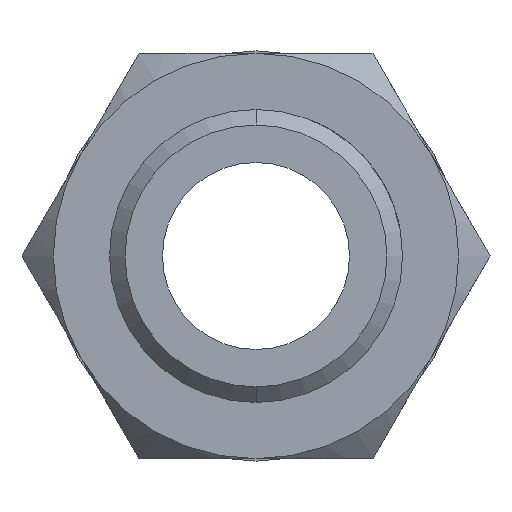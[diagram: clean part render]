
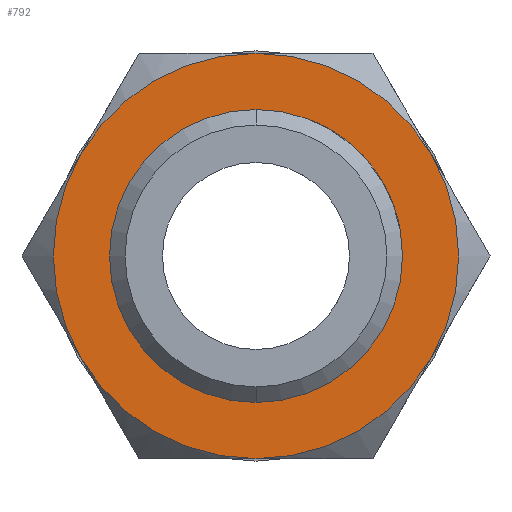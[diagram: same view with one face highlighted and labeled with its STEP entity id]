
A CAD part, left-side view. The second image highlights one B-rep face of the part: STEP entity #792.
In plain terms, the highlighted planar face has unit normal (-1, 0, 0).
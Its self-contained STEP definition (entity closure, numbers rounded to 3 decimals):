
#31 = FACE_OUTER_BOUND ( 'NONE', #72, .T. ) ;
#50 = DIRECTION ( 'NONE',  ( 0., 0., 1. ) ) ;
#72 = EDGE_LOOP ( 'NONE', ( #4892, #3169, #5082, #3121, #3988, #2696 ) ) ;
#134 = CIRCLE ( 'NONE', #835, 4.7 ) ;
#560 = DIRECTION ( 'NONE',  ( 0., 0., -1. ) ) ;
#579 = DIRECTION ( 'NONE',  ( 0., 0., -1. ) ) ;
#629 = CARTESIAN_POINT ( 'NONE',  ( 13., 0., 0. ) ) ;
#659 = CARTESIAN_POINT ( 'NONE',  ( 13., 0., 0. ) ) ;
#779 = DIRECTION ( 'NONE',  ( 1., 0., 0. ) ) ;
#792 = ADVANCED_FACE ( 'NONE', ( #4984, #31 ), #3710, .F. ) ;
#835 = AXIS2_PLACEMENT_3D ( 'NONE', #2963, #894, #50 ) ;
#873 = VERTEX_POINT ( 'NONE', #5057 ) ;
#894 = DIRECTION ( 'NONE',  ( -1., 0., 0. ) ) ;
#953 = EDGE_CURVE ( 'NONE', #4998, #2624, #2216, .T. ) ;
#1237 = DIRECTION ( 'NONE',  ( 0., 0., -1. ) ) ;
#1329 = CARTESIAN_POINT ( 'NONE',  ( 13., 0., 0. ) ) ;
#1349 = EDGE_LOOP ( 'NONE', ( #1493, #1475 ) ) ;
#1353 = DIRECTION ( 'NONE',  ( 1., 0., 0. ) ) ;
#1475 = ORIENTED_EDGE ( 'NONE', *, *, #2281, .F. ) ;
#1484 = VERTEX_POINT ( 'NONE', #3091 ) ;
#1493 = ORIENTED_EDGE ( 'NONE', *, *, #3657, .F. ) ;
#1528 = EDGE_CURVE ( 'NONE', #3321, #1484, #1700, .T. ) ;
#1536 = DIRECTION ( 'NONE',  ( 1., 0., 0. ) ) ;
#1644 = VERTEX_POINT ( 'NONE', #2817 ) ;
#1700 = CIRCLE ( 'NONE', #4734, 6.5 ) ;
#1712 = EDGE_CURVE ( 'NONE', #873, #3321, #4044, .T. ) ;
#1783 = AXIS2_PLACEMENT_3D ( 'NONE', #629, #2292, #1886 ) ;
#1787 = CIRCLE ( 'NONE', #2486, 6.5 ) ;
#1886 = DIRECTION ( 'NONE',  ( 0., 0., 1. ) ) ;
#1968 = DIRECTION ( 'NONE',  ( 0., 0., -1. ) ) ;
#1985 = EDGE_CURVE ( 'NONE', #3441, #873, #5178, .T. ) ;
#1998 = CARTESIAN_POINT ( 'NONE',  ( 13., 0., -6.5 ) ) ;
#2024 = EDGE_CURVE ( 'NONE', #1484, #2624, #3699, .T. ) ;
#2216 = CIRCLE ( 'NONE', #1783, 6.5 ) ;
#2218 = EDGE_CURVE ( 'NONE', #4998, #3441, #1787, .T. ) ;
#2264 = CARTESIAN_POINT ( 'NONE',  ( 13., 0., 0. ) ) ;
#2281 = EDGE_CURVE ( 'NONE', #3929, #1644, #134, .T. ) ;
#2292 = DIRECTION ( 'NONE',  ( -1., 0., 0. ) ) ;
#2486 = AXIS2_PLACEMENT_3D ( 'NONE', #3451, #1353, #560 ) ;
#2571 = AXIS2_PLACEMENT_3D ( 'NONE', #659, #1536, #1968 ) ;
#2624 = VERTEX_POINT ( 'NONE', #4257 ) ;
#2696 = ORIENTED_EDGE ( 'NONE', *, *, #2024, .F. ) ;
#2817 = CARTESIAN_POINT ( 'NONE',  ( 13., 0., 4.7 ) ) ;
#2917 = AXIS2_PLACEMENT_3D ( 'NONE', #3985, #779, #1237 ) ;
#2963 = CARTESIAN_POINT ( 'NONE',  ( 13., 0., 0. ) ) ;
#3068 = DIRECTION ( 'NONE',  ( -1., 0., 0. ) ) ;
#3089 = AXIS2_PLACEMENT_3D ( 'NONE', #3275, #5033, #4933 ) ;
#3091 = CARTESIAN_POINT ( 'NONE',  ( 13., 5.629, -3.25 ) ) ;
#3121 = ORIENTED_EDGE ( 'NONE', *, *, #2218, .F. ) ;
#3169 = ORIENTED_EDGE ( 'NONE', *, *, #1712, .F. ) ;
#3173 = CARTESIAN_POINT ( 'NONE',  ( 13., 0., -4.7 ) ) ;
#3275 = CARTESIAN_POINT ( 'NONE',  ( 13., 0., 0. ) ) ;
#3321 = VERTEX_POINT ( 'NONE', #1998 ) ;
#3441 = VERTEX_POINT ( 'NONE', #4594 ) ;
#3451 = CARTESIAN_POINT ( 'NONE',  ( 13., 0., 0. ) ) ;
#3657 = EDGE_CURVE ( 'NONE', #1644, #3929, #4489, .T. ) ;
#3699 = CIRCLE ( 'NONE', #5272, 6.5 ) ;
#3710 = PLANE ( 'NONE',  #3089 ) ;
#3716 = CARTESIAN_POINT ( 'NONE',  ( 13., 0., 6.5 ) ) ;
#3879 = AXIS2_PLACEMENT_3D ( 'NONE', #1329, #3068, #3911 ) ;
#3911 = DIRECTION ( 'NONE',  ( 0., 0., 1. ) ) ;
#3919 = DIRECTION ( 'NONE',  ( 1., 0., 0. ) ) ;
#3929 = VERTEX_POINT ( 'NONE', #3173 ) ;
#3985 = CARTESIAN_POINT ( 'NONE',  ( 13., 0., 0. ) ) ;
#3988 = ORIENTED_EDGE ( 'NONE', *, *, #953, .T. ) ;
#4044 = CIRCLE ( 'NONE', #2917, 6.5 ) ;
#4257 = CARTESIAN_POINT ( 'NONE',  ( 13., 5.629, 3.25 ) ) ;
#4277 = DIRECTION ( 'NONE',  ( 1., 0., 0. ) ) ;
#4305 = CARTESIAN_POINT ( 'NONE',  ( 13., 0., 0. ) ) ;
#4489 = CIRCLE ( 'NONE', #3879, 4.7 ) ;
#4594 = CARTESIAN_POINT ( 'NONE',  ( 13., -5.629, 3.25 ) ) ;
#4734 = AXIS2_PLACEMENT_3D ( 'NONE', #4305, #4277, #579 ) ;
#4892 = ORIENTED_EDGE ( 'NONE', *, *, #1528, .F. ) ;
#4933 = DIRECTION ( 'NONE',  ( 0., 0., -1. ) ) ;
#4984 = FACE_BOUND ( 'NONE', #1349, .T. ) ;
#4998 = VERTEX_POINT ( 'NONE', #3716 ) ;
#5033 = DIRECTION ( 'NONE',  ( 1., 0., 0. ) ) ;
#5057 = CARTESIAN_POINT ( 'NONE',  ( 13., -5.629, -3.25 ) ) ;
#5082 = ORIENTED_EDGE ( 'NONE', *, *, #1985, .F. ) ;
#5171 = DIRECTION ( 'NONE',  ( 0., 0., -1. ) ) ;
#5178 = CIRCLE ( 'NONE', #2571, 6.5 ) ;
#5272 = AXIS2_PLACEMENT_3D ( 'NONE', #2264, #3919, #5171 ) ;
